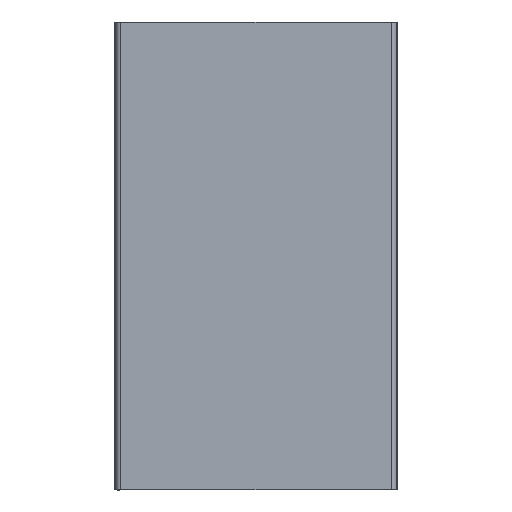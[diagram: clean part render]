
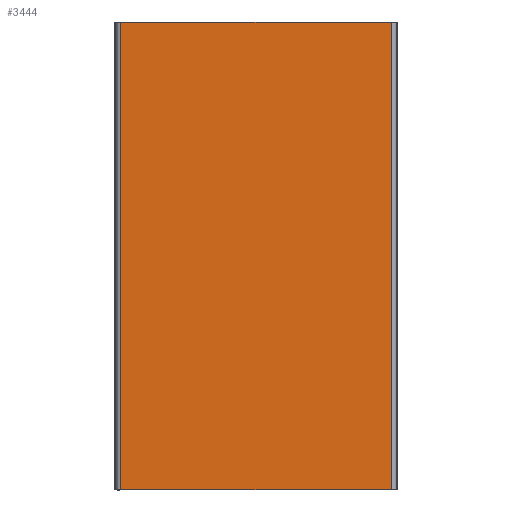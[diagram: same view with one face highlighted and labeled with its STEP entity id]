
A CAD part, front view. The second image highlights one B-rep face of the part: STEP entity #3444.
In plain terms, the highlighted planar face has unit normal (0, -1, 0).
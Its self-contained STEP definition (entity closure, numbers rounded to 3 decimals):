
#128 = VECTOR ( 'NONE', #961, 1000. ) ;
#278 = DIRECTION ( 'NONE',  ( 0., 0., -1. ) ) ;
#280 = DIRECTION ( 'NONE',  ( 0., -1., 0. ) ) ;
#282 = CARTESIAN_POINT ( 'NONE',  ( -338.004, -150.715, 0. ) ) ;
#327 = PLANE ( 'NONE',  #2914 ) ;
#415 = CARTESIAN_POINT ( 'NONE',  ( -439.004, -150.715, 0. ) ) ;
#655 = CARTESIAN_POINT ( 'NONE',  ( -439.004, -150.715, 350. ) ) ;
#949 = VECTOR ( 'NONE', #3853, 1000. ) ;
#961 = DIRECTION ( 'NONE',  ( -1., 0., 0. ) ) ;
#1005 = CARTESIAN_POINT ( 'NONE',  ( -338.004, -150.715, 350. ) ) ;
#1146 = EDGE_LOOP ( 'NONE', ( #3886, #3896, #3909, #3920 ) ) ;
#1181 = VERTEX_POINT ( 'NONE', #1756 ) ;
#1241 = EDGE_CURVE ( 'NONE', #1181, #1255, #3037, .T. ) ;
#1255 = VERTEX_POINT ( 'NONE', #3819 ) ;
#1726 = FACE_OUTER_BOUND ( 'NONE', #1146, .T. ) ;
#1736 = LINE ( 'NONE', #2816, #2560 ) ;
#1756 = CARTESIAN_POINT ( 'NONE',  ( -439.004, -150.715, 0. ) ) ;
#1928 = LINE ( 'NONE', #1005, #128 ) ;
#1985 = EDGE_CURVE ( 'NONE', #3539, #2121, #1928, .T. ) ;
#2121 = VERTEX_POINT ( 'NONE', #655 ) ;
#2560 = VECTOR ( 'NONE', #2788, 1000. ) ;
#2655 = EDGE_CURVE ( 'NONE', #1255, #3539, #1736, .T. ) ;
#2664 = EDGE_CURVE ( 'NONE', #2121, #1181, #4041, .T. ) ;
#2780 = DIRECTION ( 'NONE',  ( 0., 0., -1. ) ) ;
#2788 = DIRECTION ( 'NONE',  ( 0., 0., 1. ) ) ;
#2816 = CARTESIAN_POINT ( 'NONE',  ( -237.004, -150.715, 0. ) ) ;
#2914 = AXIS2_PLACEMENT_3D ( 'NONE', #282, #280, #278 ) ;
#3037 = LINE ( 'NONE', #3856, #949 ) ;
#3300 = VECTOR ( 'NONE', #2780, 1000. ) ;
#3444 = ADVANCED_FACE ( 'NONE', ( #1726 ), #327, .T. ) ;
#3453 = CARTESIAN_POINT ( 'NONE',  ( -237.004, -150.715, 350. ) ) ;
#3539 = VERTEX_POINT ( 'NONE', #3453 ) ;
#3819 = CARTESIAN_POINT ( 'NONE',  ( -237.004, -150.715, 0. ) ) ;
#3853 = DIRECTION ( 'NONE',  ( 1., 0., 0. ) ) ;
#3856 = CARTESIAN_POINT ( 'NONE',  ( -338.004, -150.715, 0. ) ) ;
#3886 = ORIENTED_EDGE ( 'NONE', *, *, #1241, .T. ) ;
#3896 = ORIENTED_EDGE ( 'NONE', *, *, #2655, .T. ) ;
#3909 = ORIENTED_EDGE ( 'NONE', *, *, #1985, .T. ) ;
#3920 = ORIENTED_EDGE ( 'NONE', *, *, #2664, .T. ) ;
#4041 = LINE ( 'NONE', #415, #3300 ) ;
